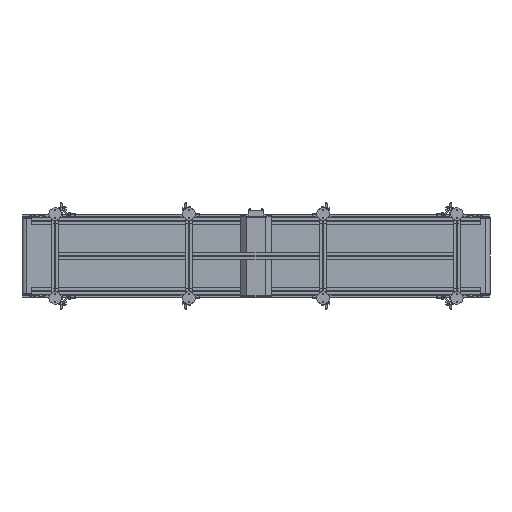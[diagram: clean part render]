
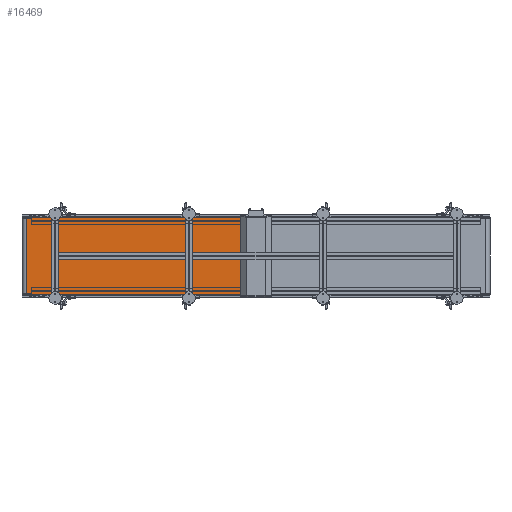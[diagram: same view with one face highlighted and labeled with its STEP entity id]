
A CAD part, front view. The second image highlights one B-rep face of the part: STEP entity #16469.
In plain terms, the highlighted planar face has unit normal (0, -1, 0).
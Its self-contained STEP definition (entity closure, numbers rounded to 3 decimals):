
#831=FACE_OUTER_BOUND('',#1781,.T.);
#1781=EDGE_LOOP('',(#11107,#11108,#11109,#11110));
#2947=LINE('',#23798,#4960);
#2959=LINE('',#23820,#4972);
#2960=LINE('',#23823,#4973);
#2961=LINE('',#23824,#4974);
#4960=VECTOR('',#19146,10.);
#4972=VECTOR('',#19168,10.);
#4973=VECTOR('',#19171,10.);
#4974=VECTOR('',#19172,10.);
#6924=VERTEX_POINT('',#23786);
#6929=VERTEX_POINT('',#23796);
#6934=VERTEX_POINT('',#23818);
#6935=VERTEX_POINT('',#23822);
#8552=EDGE_CURVE('',#6929,#6924,#2947,.T.);
#8564=EDGE_CURVE('',#6929,#6934,#2959,.T.);
#8565=EDGE_CURVE('',#6935,#6934,#2960,.T.);
#8566=EDGE_CURVE('',#6924,#6935,#2961,.T.);
#11107=ORIENTED_EDGE('',*,*,#8564,.T.);
#11108=ORIENTED_EDGE('',*,*,#8565,.F.);
#11109=ORIENTED_EDGE('',*,*,#8566,.F.);
#11110=ORIENTED_EDGE('',*,*,#8552,.F.);
#15619=PLANE('',#17647);
#16469=ADVANCED_FACE('',(#831),#15619,.T.);
#17647=AXIS2_PLACEMENT_3D('',#23821,#19169,#19170);
#19146=DIRECTION('',(-1.,0.,0.));
#19168=DIRECTION('',(0.,0.,1.));
#19169=DIRECTION('center_axis',(0.,-1.,0.));
#19170=DIRECTION('ref_axis',(1.,0.,0.));
#19171=DIRECTION('',(1.,0.,0.));
#19172=DIRECTION('',(0.,0.,1.));
#23786=CARTESIAN_POINT('',(0.,-27.45,-245.));
#23796=CARTESIAN_POINT('',(1475.,-27.45,-245.));
#23798=CARTESIAN_POINT('',(0.,-27.45,-245.));
#23818=CARTESIAN_POINT('',(1475.,-27.45,245.));
#23820=CARTESIAN_POINT('',(1475.,-27.45,0.));
#23821=CARTESIAN_POINT('Origin',(0.,-27.45,0.));
#23822=CARTESIAN_POINT('',(0.,-27.45,245.));
#23823=CARTESIAN_POINT('',(0.,-27.45,245.));
#23824=CARTESIAN_POINT('',(0.,-27.45,0.));
